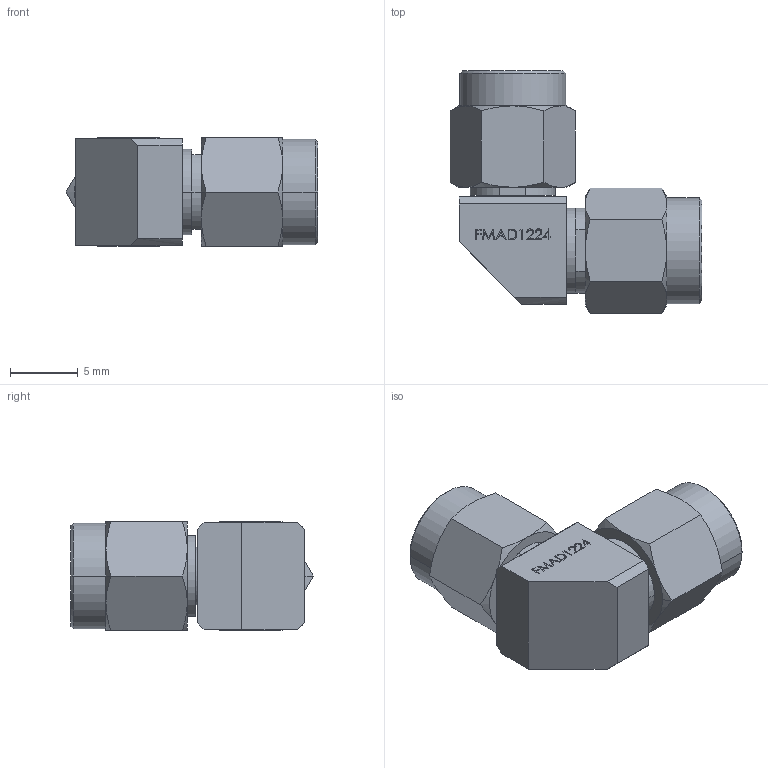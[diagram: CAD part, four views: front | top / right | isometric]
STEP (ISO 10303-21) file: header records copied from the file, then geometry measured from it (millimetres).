
FILE_DESCRIPTION (( 'STEP AP203' ), '1' );
FILE_NAME ('FMAD1224_3D.STEP', '2021-05-05T12:49:09', ( '' ), ( '' ), 'SwSTEP 2.0', 'SolidWorks 2020', '' );
FILE_SCHEMA (( 'CONFIG_CONTROL_DESIGN' ));
Length unit declared in the file: inch
Products named in the file (6): als-k3pc3.stp; Part12^FMAD1224; ALS-K3K8-3.stp; ALS-K3-RIGHT.stp; ALS-PC3-TOP.stp; FMAD1224_3D
Assembly tree (5 placements, depth 3):
  FMAD1224_3D
    als-k3pc3.stp
      ALS-K3K8-3.stp
      ALS-K3-RIGHT.stp
      ALS-PC3-TOP.stp
    Part12^FMAD1224
Bounding box: 18.58 x 17.9 x 8 mm (x, y, z)
Volume: 1346.7 mm3; surface area: 1084.4 mm2
Topology: 11 solids, 11 shells, 205 faces, 493 edges, 318 vertices
Faces by surface type: plane 126, cone 34, cylinder 26, bspline 19
Entity records: 7891 total; most frequent: CARTESIAN_POINT 2626, ORIENTED_EDGE 986, DIRECTION 881, EDGE_CURVE 493, LINE 319, VECTOR 319, VERTEX_POINT 318, AXIS2_PLACEMENT_3D 281
